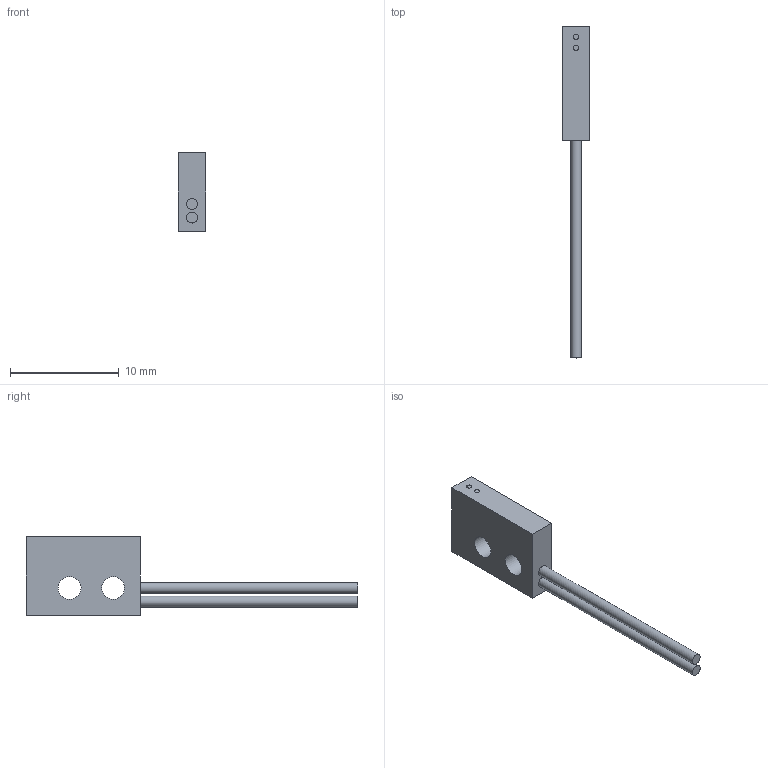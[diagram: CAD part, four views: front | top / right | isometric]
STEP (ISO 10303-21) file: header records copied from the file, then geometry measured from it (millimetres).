
FILE_DESCRIPTION(/* description */ (''),/* implementation_level */ '2;1');
FILE_NAME(/* name */ 'EX-FD47.stp',/* time_stamp */ '2023-04-10T10:16:46+08:00',/* author */ (''),/* organization */ (''),/* preprocessor_version */ 'ST-DEVELOPER v16.7',/* originating_system */ 'SIEMENS PLM Software NX 12.0',/* authorisation */ '');
FILE_SCHEMA (('AUTOMOTIVE_DESIGN { 1 0 10303 214 3 1 1 1 }'));
Length unit declared in the file: millimetre
Products named in the file (1): EX-FD47
Bounding box: 2.5 x 30.5 x 7.2 mm (x, y, z)
Volume: 203.1 mm3; surface area: 384.7 mm2
Topology: 1 solids, 1 shells, 16 faces, 30 edges, 20 vertices
Faces by surface type: plane 10, cylinder 6
Full cylindrical faces by diameter (mm): 0.5 x2, 1 x2, 2.1 x2
Entity records: 408 total; most frequent: DIRECTION 70, CARTESIAN_POINT 61, ORIENTED_EDGE 48, EDGE_LOOP 30, AXIS2_PLACEMENT_3D 29, FACE_BOUND 24, EDGE_CURVE 24, VERTEX_POINT 20
